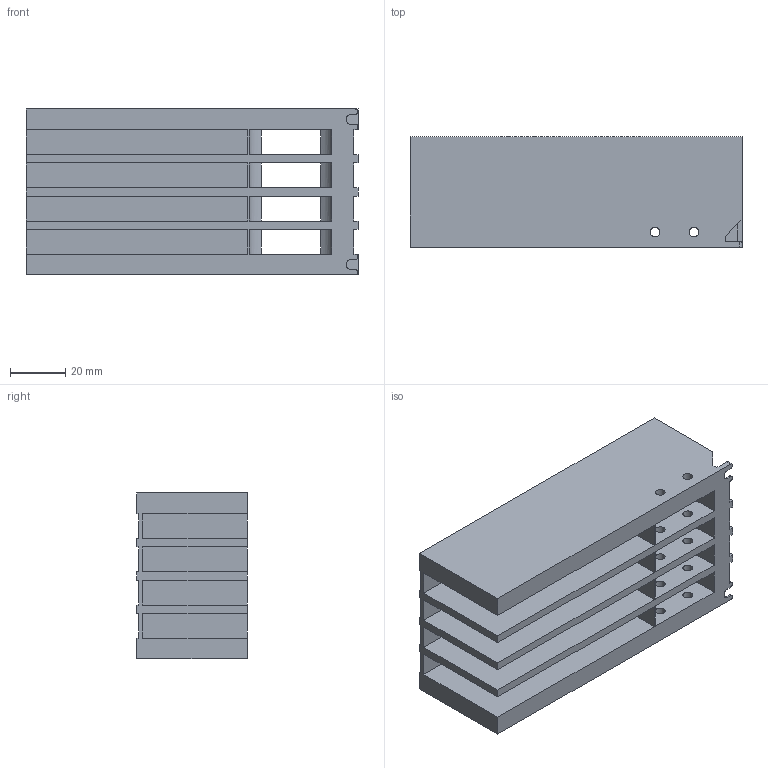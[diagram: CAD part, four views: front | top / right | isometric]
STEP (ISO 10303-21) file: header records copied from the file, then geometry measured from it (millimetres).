
FILE_DESCRIPTION(/* description */ ('Alibre Inc.'),/* implementation_level */ '2;1');
FILE_NAME(/* name */ 'export0',/* time_stamp */ '2015-07-11T14:21:42+12:00',/* author */ (''),/* organization */ (''),/* preprocessor_version */ 'ST-DEVELOPER v14',/* originating_system */ 'Alibre',/* authorisation */ '');
FILE_SCHEMA (('CONFIG_CONTROL_DESIGN'));
Length unit declared in the file: centimetre
Products named in the file (1): ID_1
Bounding box: 120 x 40 x 60 mm (x, y, z)
Volume: 129408.3 mm3; surface area: 64924.2 mm2
Topology: 1 solids, 1 shells, 120 faces, 352 edges, 232 vertices
Faces by surface type: plane 86, cylinder 24, extrusion 8, cone 2
Full cylindrical faces by diameter (mm): 3.5 x10
Entity records: 3839 total; most frequent: ORIENTED_EDGE 684, CARTESIAN_POINT 658, DIRECTION 530, EDGE_CURVE 342, VECTOR 262, LINE 254, VERTEX_POINT 232, AXIS2_PLACEMENT_3D 172
